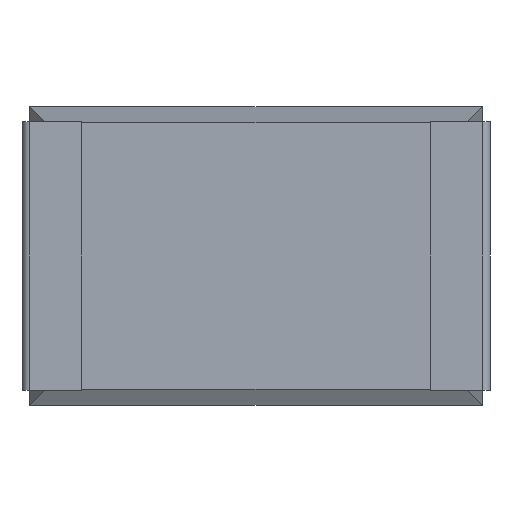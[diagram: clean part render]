
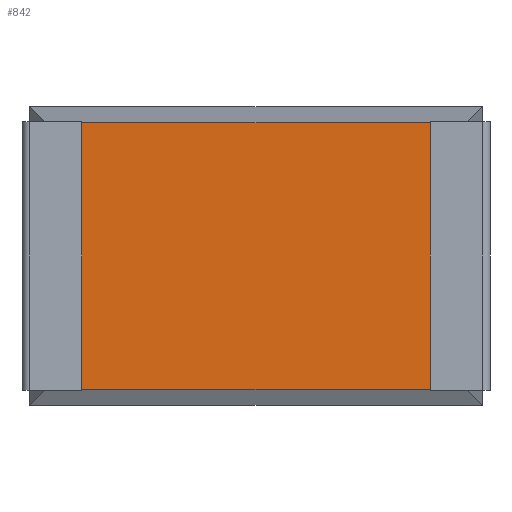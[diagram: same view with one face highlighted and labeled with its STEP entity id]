
A CAD part, front view. The second image highlights one B-rep face of the part: STEP entity #842.
In plain terms, the highlighted planar face has unit normal (0, -1, 0).
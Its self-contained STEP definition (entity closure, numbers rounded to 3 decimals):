
#150 = EDGE_CURVE ( 'NONE', #1853, #1009, #1856, .T. ) ;
#299 = DIRECTION ( 'NONE',  ( 0., 0., -1. ) ) ;
#561 = LINE ( 'NONE', #2897, #955 ) ;
#608 = VERTEX_POINT ( 'NONE', #3352 ) ;
#642 = LINE ( 'NONE', #1417, #1972 ) ;
#771 = EDGE_LOOP ( 'NONE', ( #2145, #2845, #2498, #1203 ) ) ;
#842 = ADVANCED_FACE ( 'NONE', ( #3668 ), #1910, .T. ) ;
#857 = DIRECTION ( 'NONE',  ( 0., 0., -1. ) ) ;
#916 = EDGE_CURVE ( 'NONE', #608, #2372, #642, .T. ) ;
#955 = VECTOR ( 'NONE', #3805, 1000. ) ;
#1009 = VERTEX_POINT ( 'NONE', #2332 ) ;
#1203 = ORIENTED_EDGE ( 'NONE', *, *, #150, .T. ) ;
#1342 = EDGE_CURVE ( 'NONE', #608, #1853, #561, .T. ) ;
#1417 = CARTESIAN_POINT ( 'NONE',  ( 5.11, 0., -0.19 ) ) ;
#1760 = LINE ( 'NONE', #2260, #2233 ) ;
#1853 = VERTEX_POINT ( 'NONE', #1971 ) ;
#1856 = LINE ( 'NONE', #3021, #3404 ) ;
#1910 = PLANE ( 'NONE',  #2687 ) ;
#1971 = CARTESIAN_POINT ( 'NONE',  ( 0.66, 0., -0.204 ) ) ;
#1972 = VECTOR ( 'NONE', #857, 1000. ) ;
#1986 = CARTESIAN_POINT ( 'NONE',  ( 0., 0., 0. ) ) ;
#2145 = ORIENTED_EDGE ( 'NONE', *, *, #3383, .F. ) ;
#2233 = VECTOR ( 'NONE', #2869, 1000. ) ;
#2260 = CARTESIAN_POINT ( 'NONE',  ( 5.77, 0., -3.606 ) ) ;
#2332 = CARTESIAN_POINT ( 'NONE',  ( 0.66, 0., -3.606 ) ) ;
#2372 = VERTEX_POINT ( 'NONE', #3469 ) ;
#2498 = ORIENTED_EDGE ( 'NONE', *, *, #1342, .T. ) ;
#2687 = AXIS2_PLACEMENT_3D ( 'NONE', #1986, #3787, #2883 ) ;
#2845 = ORIENTED_EDGE ( 'NONE', *, *, #916, .F. ) ;
#2869 = DIRECTION ( 'NONE',  ( -1., 0., 0. ) ) ;
#2883 = DIRECTION ( 'NONE',  ( 0., 0., -1. ) ) ;
#2897 = CARTESIAN_POINT ( 'NONE',  ( 5.77, 0., -0.204 ) ) ;
#3021 = CARTESIAN_POINT ( 'NONE',  ( 0.66, 0., -0.19 ) ) ;
#3352 = CARTESIAN_POINT ( 'NONE',  ( 5.11, 0., -0.204 ) ) ;
#3383 = EDGE_CURVE ( 'NONE', #2372, #1009, #1760, .T. ) ;
#3404 = VECTOR ( 'NONE', #299, 1000. ) ;
#3469 = CARTESIAN_POINT ( 'NONE',  ( 5.11, 0., -3.606 ) ) ;
#3668 = FACE_OUTER_BOUND ( 'NONE', #771, .T. ) ;
#3787 = DIRECTION ( 'NONE',  ( 0., -1., 0. ) ) ;
#3805 = DIRECTION ( 'NONE',  ( -1., 0., 0. ) ) ;
